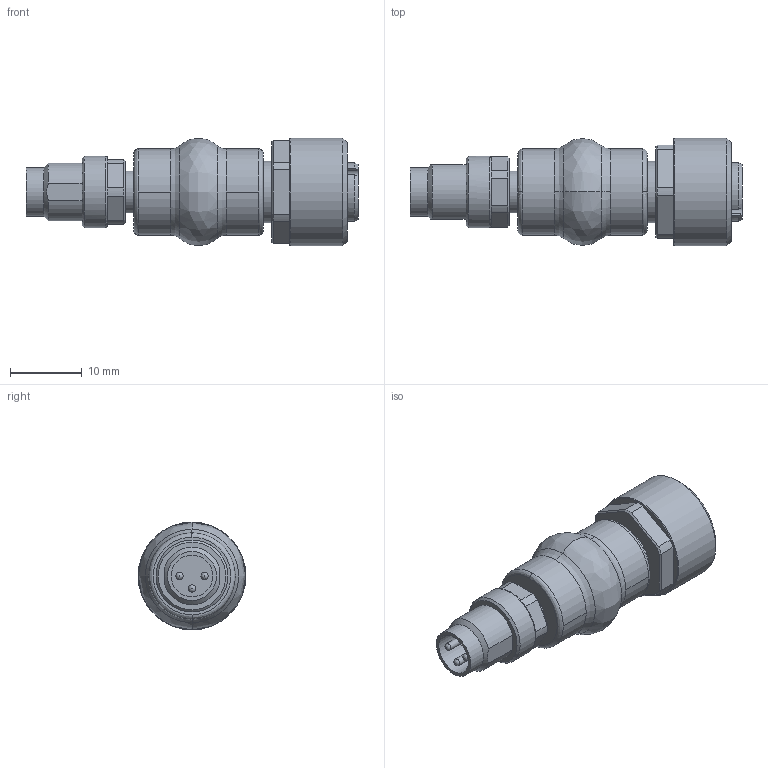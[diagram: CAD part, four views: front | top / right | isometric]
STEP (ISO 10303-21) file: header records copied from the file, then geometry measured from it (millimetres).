
FILE_DESCRIPTION(('Adapter'),'2;1');
FILE_NAME('7000-88521.stp','2011-05-19T11:23:17',('Murrelektronik GmbH Bachgasse 3 09366 Stollberg'),('Werk Stollberg'),'Autodesk Inventor 2011','Autodesk Inventor 2011','');
FILE_SCHEMA(('AUTOMOTIVE_DESIGN { 1 0 10303 214 1 1 1 1 }'));
Length unit declared in the file: millimetre
Products named in the file (1): Bauteil1
Bounding box: 46.2 x 15 x 15 mm (x, y, z)
Volume: 4536.8 mm3; surface area: 2919.2 mm2
Topology: 1 solids, 1 shells, 121 faces, 276 edges, 174 vertices
Faces by surface type: plane 54, cylinder 35, cone 17, bspline 13, torus 2
Full cylindrical faces by diameter (mm): 1 x3, 1.2 x5, 5.8 x2, 6.8 x1, 8.2 x1, 8.5 x1, 10 x1, 11 x1, 15 x1
Entity records: 3535 total; most frequent: CARTESIAN_POINT 919, DIRECTION 550, ORIENTED_EDGE 490, EDGE_CURVE 245, AXIS2_PLACEMENT_3D 236, VERTEX_POINT 168, EDGE_LOOP 163, CIRCLE 127
